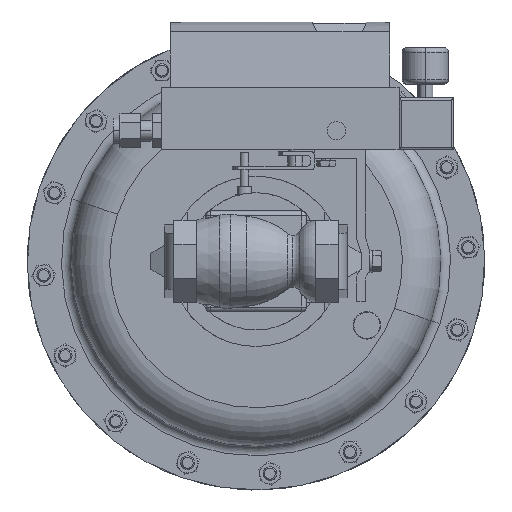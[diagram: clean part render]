
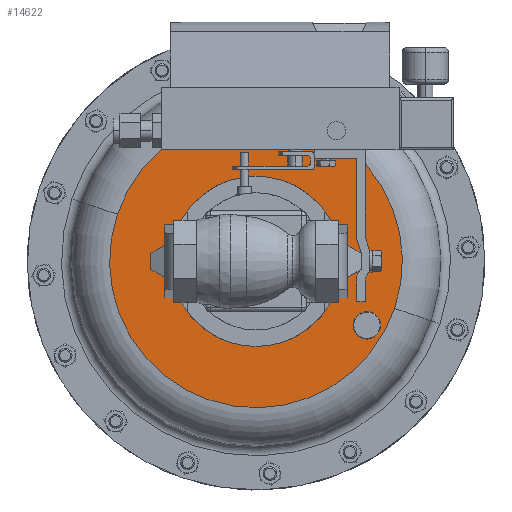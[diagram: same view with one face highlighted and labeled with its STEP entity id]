
A CAD part, front view. The second image highlights one B-rep face of the part: STEP entity #14622.
In plain terms, the highlighted planar face has unit normal (0, -1, 0).
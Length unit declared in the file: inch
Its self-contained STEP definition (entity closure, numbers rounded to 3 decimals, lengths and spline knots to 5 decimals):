
#551 = CARTESIAN_POINT ( 'NONE',  ( 0., 7.835, 0. ) ) ;
#1244 = DIRECTION ( 'NONE',  ( 0., -1., 0. ) ) ;
#1832 = DIRECTION ( 'NONE',  ( 0., 1., 0. ) ) ;
#2393 = ORIENTED_EDGE ( 'NONE', *, *, #18462, .F. ) ;
#2717 = EDGE_LOOP ( 'NONE', ( #2393, #22626 ) ) ;
#2904 = VERTEX_POINT ( 'NONE', #37095 ) ;
#3554 = DIRECTION ( 'NONE',  ( 0.947, 0., -0.321 ) ) ;
#3722 = AXIS2_PLACEMENT_3D ( 'NONE', #14377, #35051, #17383 ) ;
#5233 = AXIS2_PLACEMENT_3D ( 'NONE', #551, #21288, #3554 ) ;
#5541 = CARTESIAN_POINT ( 'NONE',  ( -1.28576, 7.835, -3.78772 ) ) ;
#7300 = AXIS2_PLACEMENT_3D ( 'NONE', #18995, #1244, #21970 ) ;
#7661 = AXIS2_PLACEMENT_3D ( 'NONE', #19586, #1832, #22559 ) ;
#8685 = CARTESIAN_POINT ( 'NONE',  ( 0., 7.835, 0. ) ) ;
#9434 = CARTESIAN_POINT ( 'NONE',  ( 2.67599, 7.835, -1.62946 ) ) ;
#9762 = EDGE_LOOP ( 'NONE', ( #21284, #21118 ) ) ;
#10658 = AXIS2_PLACEMENT_3D ( 'NONE', #5541, #32152, #14447 ) ;
#10833 = EDGE_CURVE ( 'NONE', #2904, #34126, #37221, .T. ) ;
#11076 = AXIS2_PLACEMENT_3D ( 'NONE', #8685, #29339, #11667 ) ;
#11667 = DIRECTION ( 'NONE',  ( 0., 0., -1. ) ) ;
#12777 = VERTEX_POINT ( 'NONE', #18295 ) ;
#13756 = EDGE_CURVE ( 'NONE', #37146, #31990, #15412, .T. ) ;
#14302 = CIRCLE ( 'NONE', #7661, 0.375 ) ;
#14377 = CARTESIAN_POINT ( 'NONE',  ( 3.03109, 7.835, -1.75 ) ) ;
#14447 = DIRECTION ( 'NONE',  ( -0.947, 0., 0.321 ) ) ;
#14622 = ADVANCED_FACE ( 'NONE', ( #23719, #19552, #15816 ), #17317, .T. ) ;
#15412 = CIRCLE ( 'NONE', #21553, 4. ) ;
#15616 = EDGE_CURVE ( 'NONE', #12777, #16208, #23191, .T. ) ;
#15816 = FACE_BOUND ( 'NONE', #9762, .T. ) ;
#16208 = VERTEX_POINT ( 'NONE', #9434 ) ;
#16211 = CARTESIAN_POINT ( 'NONE',  ( 0., 7.835, -2.325 ) ) ;
#17317 = PLANE ( 'NONE',  #10658 ) ;
#17383 = DIRECTION ( 'NONE',  ( 0.947, 0., -0.321 ) ) ;
#17727 = DIRECTION ( 'NONE',  ( 0., 1., 0. ) ) ;
#18295 = CARTESIAN_POINT ( 'NONE',  ( 3.38619, 7.835, -1.87054 ) ) ;
#18462 = EDGE_CURVE ( 'NONE', #34126, #2904, #33839, .T. ) ;
#18710 = ORIENTED_EDGE ( 'NONE', *, *, #23533, .F. ) ;
#18995 = CARTESIAN_POINT ( 'NONE',  ( 0., 7.835, 0. ) ) ;
#19552 = FACE_OUTER_BOUND ( 'NONE', #23793, .T. ) ;
#19586 = CARTESIAN_POINT ( 'NONE',  ( 3.03109, 7.835, -1.75 ) ) ;
#21118 = ORIENTED_EDGE ( 'NONE', *, *, #34172, .T. ) ;
#21284 = ORIENTED_EDGE ( 'NONE', *, *, #15616, .T. ) ;
#21288 = DIRECTION ( 'NONE',  ( 0., 1., 0. ) ) ;
#21553 = AXIS2_PLACEMENT_3D ( 'NONE', #35379, #17727, #38343 ) ;
#21970 = DIRECTION ( 'NONE',  ( 0., 0., -1. ) ) ;
#22559 = DIRECTION ( 'NONE',  ( 0.947, 0., -0.321 ) ) ;
#22626 = ORIENTED_EDGE ( 'NONE', *, *, #10833, .F. ) ;
#23191 = CIRCLE ( 'NONE', #3722, 0.375 ) ;
#23533 = EDGE_CURVE ( 'NONE', #31990, #37146, #26261, .T. ) ;
#23719 = FACE_BOUND ( 'NONE', #2717, .T. ) ;
#23793 = EDGE_LOOP ( 'NONE', ( #26230, #18710 ) ) ;
#24804 = CARTESIAN_POINT ( 'NONE',  ( 3.78772, 7.835, -1.28576 ) ) ;
#26230 = ORIENTED_EDGE ( 'NONE', *, *, #13756, .F. ) ;
#26261 = CIRCLE ( 'NONE', #5233, 4. ) ;
#29339 = DIRECTION ( 'NONE',  ( 0., -1., 0. ) ) ;
#31990 = VERTEX_POINT ( 'NONE', #33786 ) ;
#32152 = DIRECTION ( 'NONE',  ( 0., -1., 0. ) ) ;
#33786 = CARTESIAN_POINT ( 'NONE',  ( -3.78772, 7.835, 1.28576 ) ) ;
#33839 = CIRCLE ( 'NONE', #7300, 2.325 ) ;
#34126 = VERTEX_POINT ( 'NONE', #16211 ) ;
#34172 = EDGE_CURVE ( 'NONE', #16208, #12777, #14302, .T. ) ;
#35051 = DIRECTION ( 'NONE',  ( 0., 1., 0. ) ) ;
#35379 = CARTESIAN_POINT ( 'NONE',  ( 0., 7.835, 0. ) ) ;
#37095 = CARTESIAN_POINT ( 'NONE',  ( 0., 7.835, 2.325 ) ) ;
#37146 = VERTEX_POINT ( 'NONE', #24804 ) ;
#37221 = CIRCLE ( 'NONE', #11076, 2.325 ) ;
#38343 = DIRECTION ( 'NONE',  ( 0.947, 0., -0.321 ) ) ;
